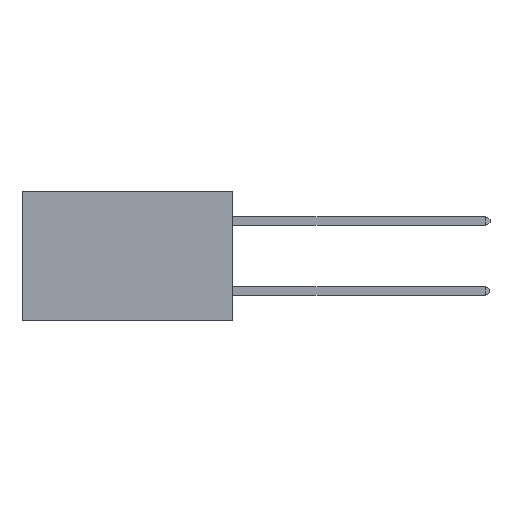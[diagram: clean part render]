
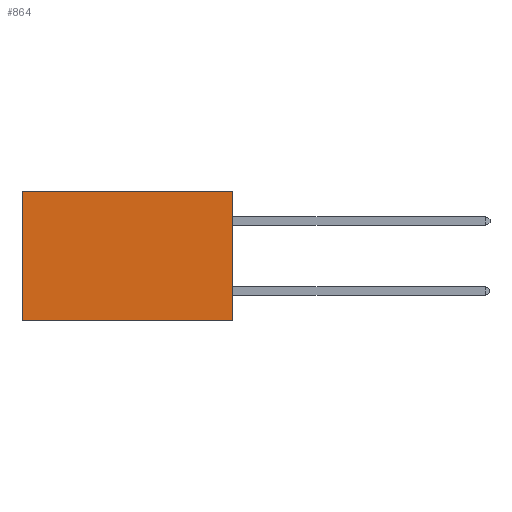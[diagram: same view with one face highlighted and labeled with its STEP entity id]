
A CAD part, left-side view. The second image highlights one B-rep face of the part: STEP entity #864.
In plain terms, the highlighted planar face has unit normal (-1, 0, 0).
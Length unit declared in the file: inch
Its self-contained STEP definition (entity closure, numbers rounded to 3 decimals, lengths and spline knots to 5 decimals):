
#142 = CARTESIAN_POINT ( 'NONE',  ( 0.2875, 0.6, 0. ) ) ;
#196 = EDGE_CURVE ( 'NONE', #3741, #19374, #14673, .T. ) ;
#321 = VERTEX_POINT ( 'NONE', #142 ) ;
#864 = ADVANCED_FACE ( 'NONE', ( #9462 ), #6038, .F. ) ;
#1736 = VECTOR ( 'NONE', #3300, 39.37008 ) ;
#2687 = VECTOR ( 'NONE', #16421, 39.37008 ) ;
#3017 = DIRECTION ( 'NONE',  ( 1., 0., 0. ) ) ;
#3300 = DIRECTION ( 'NONE',  ( 0., 0., -1. ) ) ;
#3591 = LINE ( 'NONE', #4511, #19257 ) ;
#3741 = VERTEX_POINT ( 'NONE', #16499 ) ;
#4327 = CARTESIAN_POINT ( 'NONE',  ( 0.2875, 0., -0.37 ) ) ;
#4511 = CARTESIAN_POINT ( 'NONE',  ( 0.2875, 0., 0. ) ) ;
#4783 = CARTESIAN_POINT ( 'NONE',  ( 0.2875, 0., 0. ) ) ;
#6038 = PLANE ( 'NONE',  #13406 ) ;
#6057 = CARTESIAN_POINT ( 'NONE',  ( 0.2875, 0.6, -0.37 ) ) ;
#6431 = ORIENTED_EDGE ( 'NONE', *, *, #196, .F. ) ;
#8571 = ORIENTED_EDGE ( 'NONE', *, *, #17904, .F. ) ;
#9112 = CARTESIAN_POINT ( 'NONE',  ( 0.2875, 0., 0. ) ) ;
#9273 = VERTEX_POINT ( 'NONE', #6057 ) ;
#9370 = EDGE_CURVE ( 'NONE', #321, #9273, #13423, .T. ) ;
#9462 = FACE_OUTER_BOUND ( 'NONE', #11424, .T. ) ;
#10197 = VECTOR ( 'NONE', #18362, 39.37008 ) ;
#10345 = LINE ( 'NONE', #4327, #2687 ) ;
#10906 = CARTESIAN_POINT ( 'NONE',  ( 0.2875, 0.6, 0. ) ) ;
#11424 = EDGE_LOOP ( 'NONE', ( #13891, #8571, #6431, #13543 ) ) ;
#12218 = EDGE_CURVE ( 'NONE', #3741, #321, #3591, .T. ) ;
#13406 = AXIS2_PLACEMENT_3D ( 'NONE', #9112, #3017, #13657 ) ;
#13423 = LINE ( 'NONE', #10906, #1736 ) ;
#13543 = ORIENTED_EDGE ( 'NONE', *, *, #12218, .T. ) ;
#13576 = DIRECTION ( 'NONE',  ( 0., 1., 0. ) ) ;
#13657 = DIRECTION ( 'NONE',  ( 0., 0., -1. ) ) ;
#13891 = ORIENTED_EDGE ( 'NONE', *, *, #9370, .T. ) ;
#14673 = LINE ( 'NONE', #4783, #10197 ) ;
#16421 = DIRECTION ( 'NONE',  ( 0., 1., 0. ) ) ;
#16499 = CARTESIAN_POINT ( 'NONE',  ( 0.2875, 0., 0. ) ) ;
#16852 = CARTESIAN_POINT ( 'NONE',  ( 0.2875, 0., -0.37 ) ) ;
#17904 = EDGE_CURVE ( 'NONE', #19374, #9273, #10345, .T. ) ;
#18362 = DIRECTION ( 'NONE',  ( 0., 0., -1. ) ) ;
#19257 = VECTOR ( 'NONE', #13576, 39.37008 ) ;
#19374 = VERTEX_POINT ( 'NONE', #16852 ) ;
